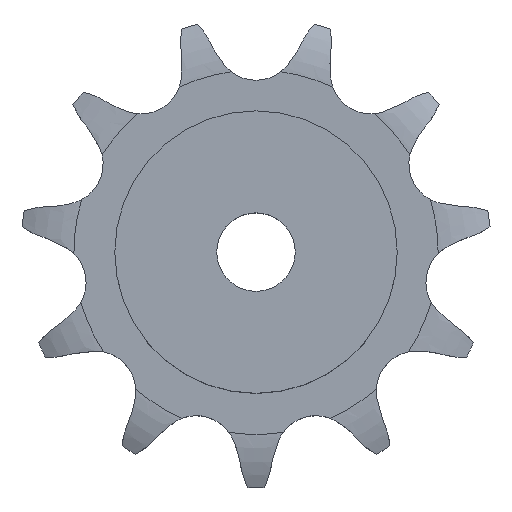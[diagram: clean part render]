
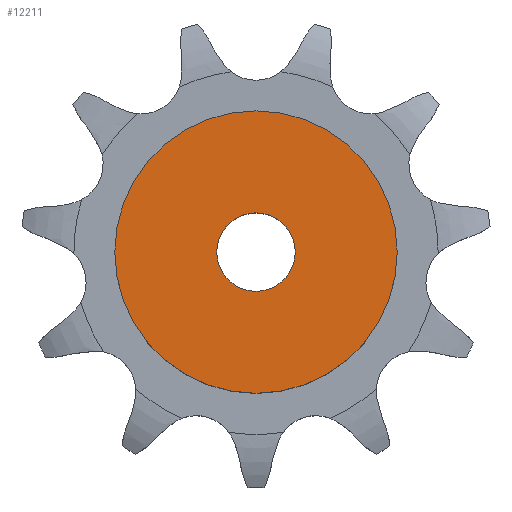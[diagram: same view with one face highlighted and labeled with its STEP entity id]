
A CAD part, top view. The second image highlights one B-rep face of the part: STEP entity #12211.
In plain terms, the highlighted planar face has unit normal (0, 0, 1).
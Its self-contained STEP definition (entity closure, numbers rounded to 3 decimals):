
#2031 = CYLINDRICAL_SURFACE('',#2032,45.);
#2032 = AXIS2_PLACEMENT_3D('',#2033,#2034,#2035);
#2033 = CARTESIAN_POINT('',(0.,0.,0.));
#2034 = DIRECTION('',(-0.,-0.,-1.));
#2035 = DIRECTION('',(1.,0.,0.));
#7996 = VERTEX_POINT('',#7997);
#7997 = CARTESIAN_POINT('',(45.,0.,50.));
#8018 = EDGE_CURVE('',#7996,#7996,#8019,.T.);
#8019 = SURFACE_CURVE('',#8020,(#8025,#8032),.PCURVE_S1.);
#8020 = CIRCLE('',#8021,45.);
#8021 = AXIS2_PLACEMENT_3D('',#8022,#8023,#8024);
#8022 = CARTESIAN_POINT('',(0.,0.,50.));
#8023 = DIRECTION('',(0.,0.,1.));
#8024 = DIRECTION('',(1.,0.,0.));
#8025 = PCURVE('',#2031,#8026);
#8026 = DEFINITIONAL_REPRESENTATION('',(#8027),#8031);
#8027 = LINE('',#8028,#8029);
#8028 = CARTESIAN_POINT('',(-0.,-50.));
#8029 = VECTOR('',#8030,1.);
#8030 = DIRECTION('',(-1.,0.));
#8031 = ( GEOMETRIC_REPRESENTATION_CONTEXT(2) 
PARAMETRIC_REPRESENTATION_CONTEXT() REPRESENTATION_CONTEXT('2D SPACE',''
  ) );
#8032 = PCURVE('',#8033,#8038);
#8033 = PLANE('',#8034);
#8034 = AXIS2_PLACEMENT_3D('',#8035,#8036,#8037);
#8035 = CARTESIAN_POINT('',(0.,0.,50.));
#8036 = DIRECTION('',(0.,0.,1.));
#8037 = DIRECTION('',(1.,0.,0.));
#8038 = DEFINITIONAL_REPRESENTATION('',(#8039),#8043);
#8039 = CIRCLE('',#8040,45.);
#8040 = AXIS2_PLACEMENT_2D('',#8041,#8042);
#8041 = CARTESIAN_POINT('',(0.,0.));
#8042 = DIRECTION('',(1.,0.));
#8043 = ( GEOMETRIC_REPRESENTATION_CONTEXT(2) 
PARAMETRIC_REPRESENTATION_CONTEXT() REPRESENTATION_CONTEXT('2D SPACE',''
  ) );
#10510 = CYLINDRICAL_SURFACE('',#10511,12.5);
#10511 = AXIS2_PLACEMENT_3D('',#10512,#10513,#10514);
#10512 = CARTESIAN_POINT('',(0.,0.,250.163));
#10513 = DIRECTION('',(0.,0.,1.));
#10514 = DIRECTION('',(1.,0.,0.));
#12211 = ADVANCED_FACE('',(#12212,#12215),#8033,.T.);
#12212 = FACE_BOUND('',#12213,.T.);
#12213 = EDGE_LOOP('',(#12214));
#12214 = ORIENTED_EDGE('',*,*,#8018,.T.);
#12215 = FACE_BOUND('',#12216,.T.);
#12216 = EDGE_LOOP('',(#12217));
#12217 = ORIENTED_EDGE('',*,*,#12218,.F.);
#12218 = EDGE_CURVE('',#12219,#12219,#12221,.T.);
#12219 = VERTEX_POINT('',#12220);
#12220 = CARTESIAN_POINT('',(12.5,0.,50.));
#12221 = SURFACE_CURVE('',#12222,(#12227,#12234),.PCURVE_S1.);
#12222 = CIRCLE('',#12223,12.5);
#12223 = AXIS2_PLACEMENT_3D('',#12224,#12225,#12226);
#12224 = CARTESIAN_POINT('',(0.,0.,50.));
#12225 = DIRECTION('',(0.,0.,1.));
#12226 = DIRECTION('',(1.,0.,0.));
#12227 = PCURVE('',#8033,#12228);
#12228 = DEFINITIONAL_REPRESENTATION('',(#12229),#12233);
#12229 = CIRCLE('',#12230,12.5);
#12230 = AXIS2_PLACEMENT_2D('',#12231,#12232);
#12231 = CARTESIAN_POINT('',(0.,0.));
#12232 = DIRECTION('',(1.,0.));
#12233 = ( GEOMETRIC_REPRESENTATION_CONTEXT(2) 
PARAMETRIC_REPRESENTATION_CONTEXT() REPRESENTATION_CONTEXT('2D SPACE',''
  ) );
#12234 = PCURVE('',#10510,#12235);
#12235 = DEFINITIONAL_REPRESENTATION('',(#12236),#12240);
#12236 = LINE('',#12237,#12238);
#12237 = CARTESIAN_POINT('',(0.,-200.163));
#12238 = VECTOR('',#12239,1.);
#12239 = DIRECTION('',(1.,0.));
#12240 = ( GEOMETRIC_REPRESENTATION_CONTEXT(2) 
PARAMETRIC_REPRESENTATION_CONTEXT() REPRESENTATION_CONTEXT('2D SPACE',''
  ) );
